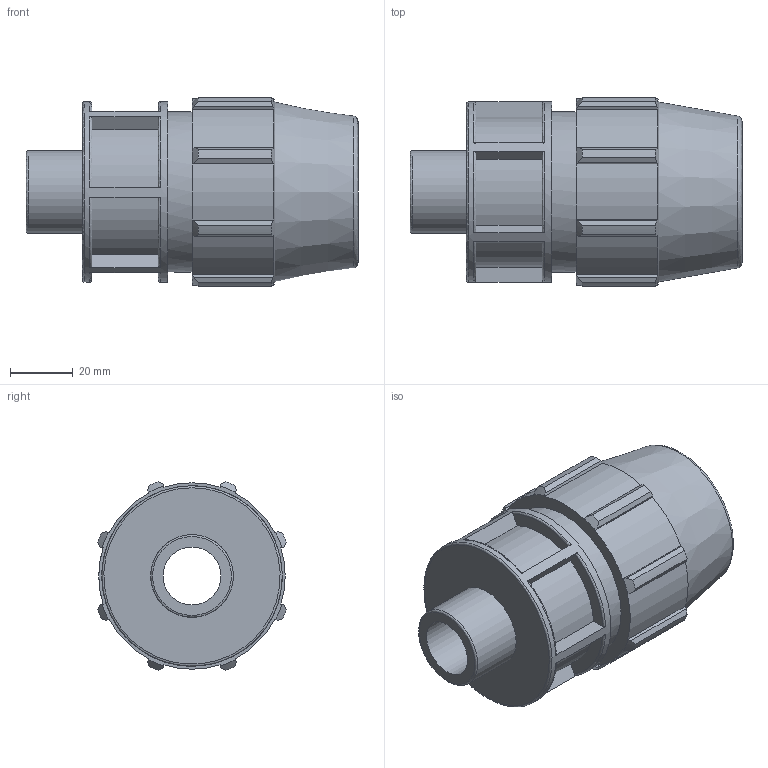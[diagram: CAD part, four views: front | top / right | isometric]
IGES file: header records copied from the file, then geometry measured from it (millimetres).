
Global section: file name: 070200032007_180200032007_0702060320070A.ipt; native system: Autodesk Inventor 2015; preprocessor: unknown; author: KIM; date: 20170606.110154; units: millimetre
Bounding box: 106 x 60.22 x 60.22 mm (x, y, z)
Volume: 140360.4 mm3; surface area: 34971.4 mm2
Topology: 1 solids, 1 shells, 117 faces, 321 edges, 216 vertices
Faces by surface type: plane 63, cylinder 25, revolution 19, cone 10
Full cylindrical faces by diameter (mm): 26.441 x1, 51.2 x1, 57.6 x1
